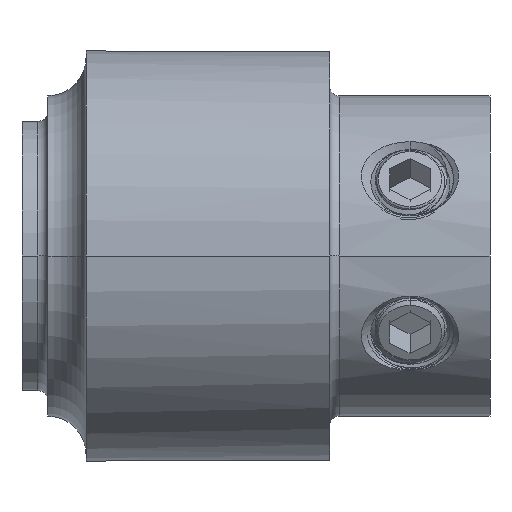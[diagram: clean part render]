
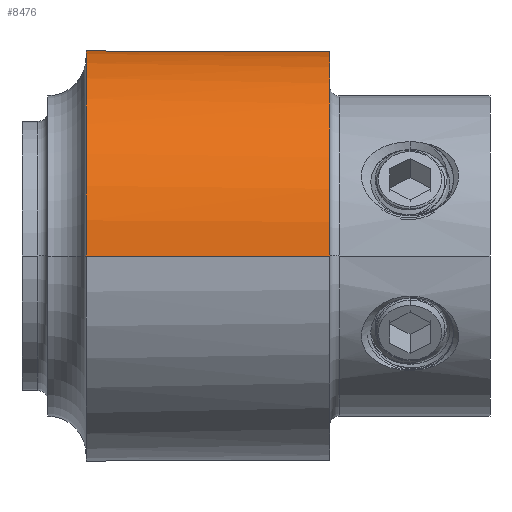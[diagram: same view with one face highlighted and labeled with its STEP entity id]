
A CAD part, left-side view. The second image highlights one B-rep face of the part: STEP entity #8476.
In plain terms, the highlighted cylindrical face has radius 10.16 mm (diameter 20.32 mm), a partial arc.
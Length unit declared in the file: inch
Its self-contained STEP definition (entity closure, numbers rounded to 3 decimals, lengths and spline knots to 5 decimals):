
#2735=CARTESIAN_POINT('',(0.32329,0.32879,
0.23555));
#2736=CARTESIAN_POINT('',(0.33115,0.32725,
0.22476));
#2737=CARTESIAN_POINT('',(0.34574,0.32429,
0.20246));
#2738=CARTESIAN_POINT('',(0.36408,0.32036,
0.16723));
#2739=CARTESIAN_POINT('',(0.37878,0.31708,
0.13056));
#2740=CARTESIAN_POINT('',(0.38975,0.31455,
0.09279));
#2741=CARTESIAN_POINT('',(0.39455,0.31342,
0.0671));
#2742=CARTESIAN_POINT('',(0.39631,0.313,
0.05419));
#2744=CARTESIAN_POINT('',(0.32329,0.32879,
0.23555));
#2762=DIRECTION('',(0.,1.,0.));
#2763=VECTOR('',#2762,0.43804);
#2764=CARTESIAN_POINT('',(0.32329,0.32879,
0.23555));
#2765=LINE('',#2764,#2763);
#2766=CARTESIAN_POINT('',(0.,0.313,0.));
#2767=DIRECTION('',(0.,-1.,0.));
#2768=DIRECTION('',(0.991,0.,0.135));
#2769=AXIS2_PLACEMENT_3D('',#2766,#2767,#2768);
#2771=DIRECTION('',(0.,1.,0.));
#2772=VECTOR('',#2771,0.00221);
#2773=CARTESIAN_POINT('',(0.4,0.78579,
0.));
#2774=LINE('',#2773,#2772);
#2775=DIRECTION('',(0.,1.,0.));
#2776=VECTOR('',#2775,0.475);
#2777=CARTESIAN_POINT('',(-0.4,0.313,0.));
#2778=LINE('',#2777,#2776);
#3090=CARTESIAN_POINT('',(0.4,0.78579,
0.));
#3091=CARTESIAN_POINT('',(0.4,0.78579,
0.01647));
#3092=CARTESIAN_POINT('',(0.39796,0.78524,
0.04955));
#3093=CARTESIAN_POINT('',(0.3887,0.78278,
0.09878));
#3094=CARTESIAN_POINT('',(0.37322,0.77877,
0.14684));
#3095=CARTESIAN_POINT('',(0.35165,0.77341,
0.1929));
#3096=CARTESIAN_POINT('',(0.33336,0.76911,
0.22173));
#3097=CARTESIAN_POINT('',(0.32329,0.76683,
0.23555));
#3112=CARTESIAN_POINT('',(0.32329,0.76683,
0.23555));
#3218=CARTESIAN_POINT('',(0.,0.788,0.));
#3219=DIRECTION('',(0.,-1.,0.));
#3220=DIRECTION('',(1.,0.,0.));
#3221=AXIS2_PLACEMENT_3D('',#3218,#3219,#3220);
#3301=CARTESIAN_POINT('',(-0.4,0.313,0.));
#3302=CARTESIAN_POINT('',(-0.4,0.788,0.));
#3303=VERTEX_POINT('',#3301);
#3304=VERTEX_POINT('',#3302);
#3309=CARTESIAN_POINT('',(0.4,0.788,0.));
#3310=VERTEX_POINT('',#3309);
#3323=CARTESIAN_POINT('',(0.4,0.78579,
0.));
#3324=VERTEX_POINT('',#3323);
#3327=CARTESIAN_POINT('',(0.39631,0.313,
0.05419));
#3329=VERTEX_POINT('',#3327);
#3447=VERTEX_POINT('',#2744);
#3455=VERTEX_POINT('',#3112);
#8458=CARTESIAN_POINT('',(0.,0.8274,0.));
#8459=DIRECTION('',(0.,-1.,0.));
#8460=DIRECTION('',(-1.,0.,0.));
#8461=AXIS2_PLACEMENT_3D('',#8458,#8459,#8460);
#8462=CYLINDRICAL_SURFACE('',#8461,0.4);
#8463=ORIENTED_EDGE('',*,*,#8449,.F.);
#8464=ORIENTED_EDGE('',*,*,#8393,.T.);
#8465=ORIENTED_EDGE('',*,*,#3812,.T.);
#8467=ORIENTED_EDGE('',*,*,#8466,.T.);
#8469=ORIENTED_EDGE('',*,*,#8468,.F.);
#8471=ORIENTED_EDGE('',*,*,#8470,.F.);
#8473=ORIENTED_EDGE('',*,*,#8472,.T.);
#8474=EDGE_LOOP('',(#8463,#8464,#8465,#8467,#8469,#8471,#8473));
#8475=FACE_OUTER_BOUND('',#8474,.F.);
#8476=ADVANCED_FACE('',(#8475),#8462,.T.);
#2743=B_SPLINE_CURVE_WITH_KNOTS('',3,(#2735,#2736,#2737,#2738,#2739,#2740,#2741,
#2742),.UNSPECIFIED.,.F.,.F.,(4,1,1,1,1,4),(0.,0.2,0.4,0.6,0.8,1.),
.UNSPECIFIED.);
#2770=CIRCLE('',#2769,0.4);
#3098=B_SPLINE_CURVE_WITH_KNOTS('',3,(#3090,#3091,#3092,#3093,#3094,#3095,#3096,
#3097),.UNSPECIFIED.,.F.,.F.,(4,1,1,1,1,4),(0.,0.2,0.4,0.6,0.8,1.),
.UNSPECIFIED.);
#3222=CIRCLE('',#3221,0.4);
#3812=EDGE_CURVE('',#3329,#3303,#2770,.T.);
#8393=EDGE_CURVE('',#3447,#3329,#2743,.T.);
#8449=EDGE_CURVE('',#3447,#3455,#2765,.T.);
#8466=EDGE_CURVE('',#3303,#3304,#2778,.T.);
#8468=EDGE_CURVE('',#3310,#3304,#3222,.T.);
#8470=EDGE_CURVE('',#3324,#3310,#2774,.T.);
#8472=EDGE_CURVE('',#3324,#3455,#3098,.T.);
